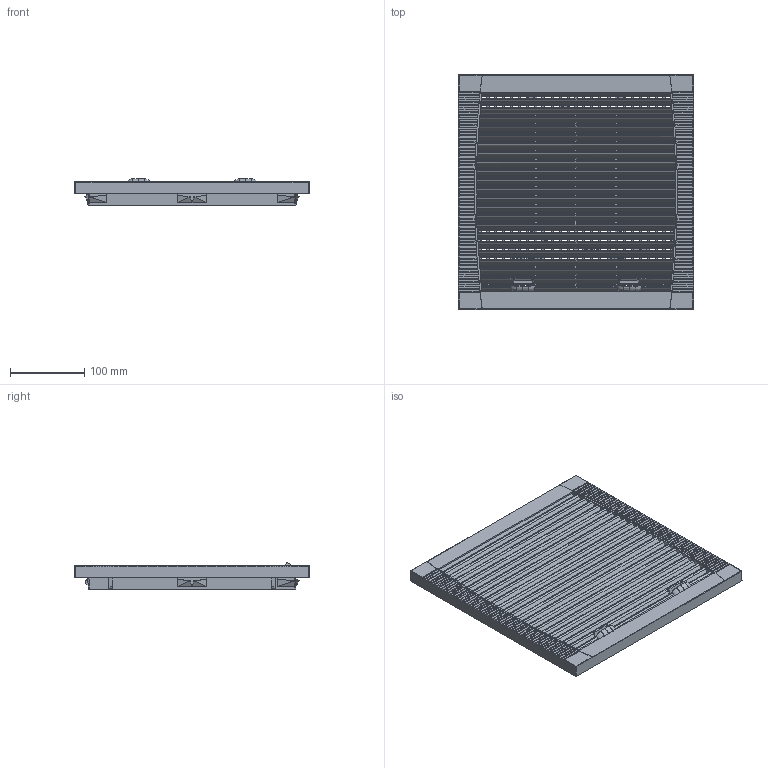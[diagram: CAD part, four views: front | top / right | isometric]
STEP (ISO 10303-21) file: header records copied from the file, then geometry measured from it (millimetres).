
FILE_DESCRIPTION(('FreeCAD Model'),'2;1');
FILE_NAME('LFGS280.stp', '2020-01-28T09:20:19',('Author'),(''), 'Open CASCADE STEP processor 7.3','FreeCAD','Unknown');
FILE_SCHEMA(('AUTOMOTIVE_DESIGN { 1 0 10303 214 1 1 1 1 }'));
Products named in the file (2): Frame_Base; Louver_Face
Bounding box: 317 x 317 x 35.78 mm (x, y, z)
Volume: 508665.5 mm3; surface area: 530836.4 mm2
Topology: 2 solids, 2 shells, 5096 faces, 14005 edges, 8725 vertices
Faces by surface type: plane 3078, cylinder 1962, bspline 42, cone 8, torus 6
Entity records: 493396 total; most frequent: CARTESIAN_POINT 236679, DIRECTION 40339, ORIENTED_EDGE 27990, PCURVE 27990, DEFINITIONAL_REPRESENTATION 27990, LINE 24560, VECTOR 24560, EDGE_CURVE 13995
